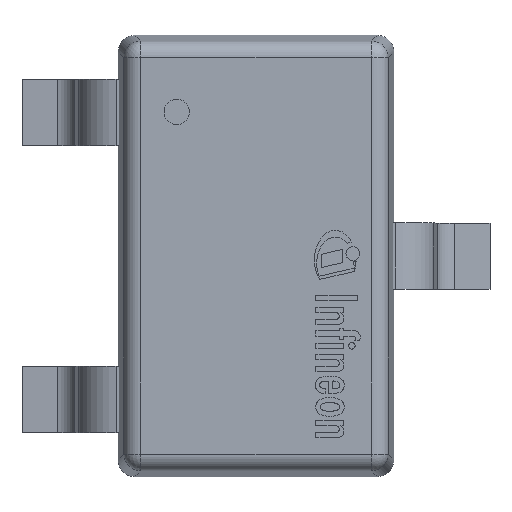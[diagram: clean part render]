
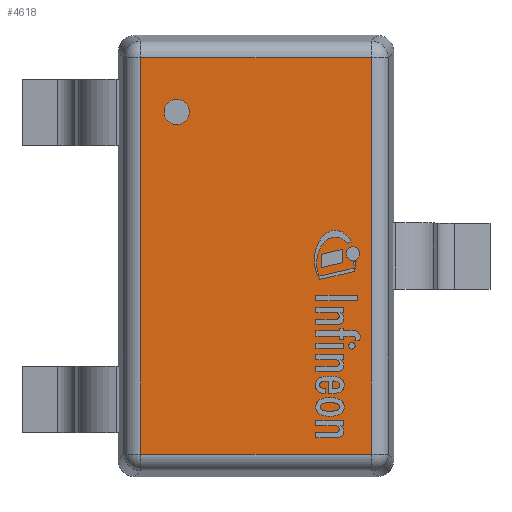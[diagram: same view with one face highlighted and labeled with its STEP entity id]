
A CAD part, top view. The second image highlights one B-rep face of the part: STEP entity #4618.
In plain terms, the highlighted face is planar.
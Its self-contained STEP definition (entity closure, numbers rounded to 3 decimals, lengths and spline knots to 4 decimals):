
#562=FACE_OUTER_BOUND('',#838,.T.);
#838=EDGE_LOOP('',(#3090,#3091,#3092,#3093));
#1121=LINE('',#7111,#1516);
#1122=LINE('',#7113,#1517);
#1123=LINE('',#7115,#1518);
#1124=LINE('',#7116,#1519);
#1516=VECTOR('',#5514,1.0464);
#1517=VECTOR('',#5515,1.7964);
#1518=VECTOR('',#5516,1.0464);
#1519=VECTOR('',#5517,1.7964);
#1911=VERTEX_POINT('',#7109);
#1912=VERTEX_POINT('',#7110);
#1913=VERTEX_POINT('',#7112);
#1914=VERTEX_POINT('',#7114);
#2379=EDGE_CURVE('',#1911,#1912,#1121,.T.);
#2380=EDGE_CURVE('',#1912,#1913,#1122,.T.);
#2381=EDGE_CURVE('',#1913,#1914,#1123,.T.);
#2382=EDGE_CURVE('',#1914,#1911,#1124,.T.);
#3090=ORIENTED_EDGE('',*,*,#2379,.T.);
#3091=ORIENTED_EDGE('',*,*,#2380,.T.);
#3092=ORIENTED_EDGE('',*,*,#2381,.T.);
#3093=ORIENTED_EDGE('',*,*,#2382,.T.);
#4512=PLANE('',#4910);
#4618=ADVANCED_FACE('',(#562),#4512,.T.);
#4910=AXIS2_PLACEMENT_3D('',#7108,#5512,#5513);
#5512=DIRECTION('center_axis',(0.,1.,0.));
#5513=DIRECTION('ref_axis',(1.,0.,0.));
#5514=DIRECTION('',(0.,0.,1.));
#5515=DIRECTION('',(1.,0.,0.));
#5516=DIRECTION('',(0.,0.,-1.));
#5517=DIRECTION('',(-1.,0.,0.));
#7108=CARTESIAN_POINT('Origin',(0.,0.28,0.));
#7109=CARTESIAN_POINT('',(-0.8982,0.28,-0.5232));
#7110=CARTESIAN_POINT('',(-0.8982,0.28,0.5232));
#7111=CARTESIAN_POINT('',(-0.8982,0.28,-0.5232));
#7112=CARTESIAN_POINT('',(0.8982,0.28,0.5232));
#7113=CARTESIAN_POINT('',(-0.8982,0.28,0.5232));
#7114=CARTESIAN_POINT('',(0.8982,0.28,-0.5232));
#7115=CARTESIAN_POINT('',(0.8982,0.28,0.5232));
#7116=CARTESIAN_POINT('',(0.8982,0.28,-0.5232));
